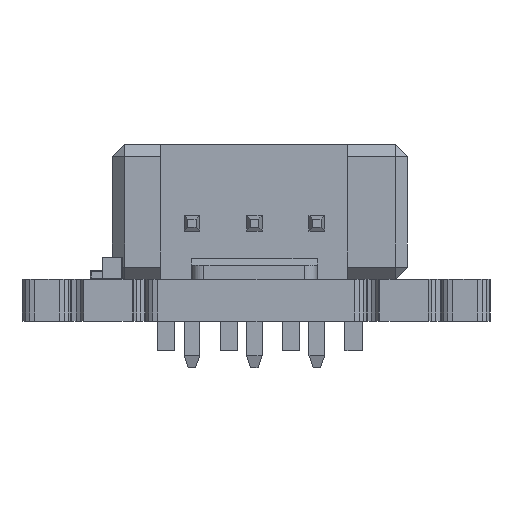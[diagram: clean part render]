
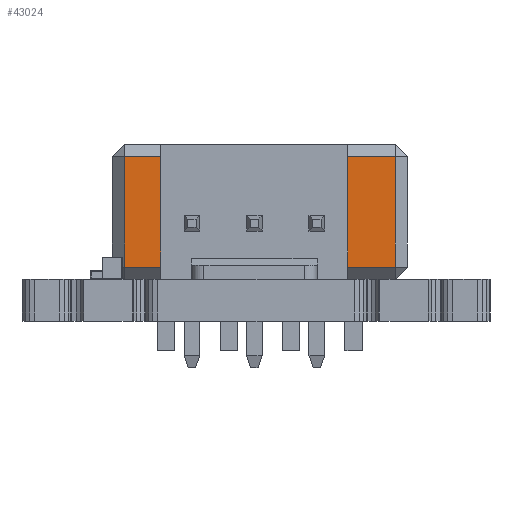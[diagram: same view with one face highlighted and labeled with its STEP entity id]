
A CAD part, left-side view. The second image highlights one B-rep face of the part: STEP entity #43024.
In plain terms, the highlighted face is planar.
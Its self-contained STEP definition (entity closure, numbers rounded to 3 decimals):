
#40650 = PLANE('',#40651);
#40651 = AXIS2_PLACEMENT_3D('',#40652,#40653,#40654);
#40652 = CARTESIAN_POINT('',(-3.,7.5,0.25));
#40653 = DIRECTION('',(0.,0.707,-0.707));
#40654 = DIRECTION('',(0.,0.707,0.707));
#41163 = VERTEX_POINT('',#41164);
#41164 = CARTESIAN_POINT('',(5.5,7.75,0.5));
#41187 = VERTEX_POINT('',#41188);
#41188 = CARTESIAN_POINT('',(-5.5,7.75,0.5));
#41209 = EDGE_CURVE('',#41187,#41163,#41210,.T.);
#41210 = SURFACE_CURVE('',#41211,(#41215,#41222),.PCURVE_S1.);
#41211 = LINE('',#41212,#41213);
#41212 = CARTESIAN_POINT('',(-3.,7.75,0.5));
#41213 = VECTOR('',#41214,1.);
#41214 = DIRECTION('',(1.,0.,0.));
#41215 = PCURVE('',#40650,#41216);
#41216 = DEFINITIONAL_REPRESENTATION('',(#41217),#41221);
#41217 = LINE('',#41218,#41219);
#41218 = CARTESIAN_POINT('',(0.354,0.));
#41219 = VECTOR('',#41220,1.);
#41220 = DIRECTION('',(0.,1.));
#41221 = ( GEOMETRIC_REPRESENTATION_CONTEXT(2) 
PARAMETRIC_REPRESENTATION_CONTEXT() REPRESENTATION_CONTEXT('2D SPACE',''
  ) );
#41222 = PCURVE('',#41223,#41228);
#41223 = PLANE('',#41224);
#41224 = AXIS2_PLACEMENT_3D('',#41225,#41226,#41227);
#41225 = CARTESIAN_POINT('',(-6.,7.75,0.));
#41226 = DIRECTION('',(0.,1.,0.));
#41227 = DIRECTION('',(0.,0.,1.));
#41228 = DEFINITIONAL_REPRESENTATION('',(#41229),#41233);
#41229 = LINE('',#41230,#41231);
#41230 = CARTESIAN_POINT('',(0.5,3.));
#41231 = VECTOR('',#41232,1.);
#41232 = DIRECTION('',(0.,1.));
#41233 = ( GEOMETRIC_REPRESENTATION_CONTEXT(2) 
PARAMETRIC_REPRESENTATION_CONTEXT() REPRESENTATION_CONTEXT('2D SPACE',''
  ) );
#42189 = PLANE('',#42190);
#42190 = AXIS2_PLACEMENT_3D('',#42191,#42192,#42193);
#42191 = CARTESIAN_POINT('',(5.75,7.5,0.));
#42192 = DIRECTION('',(0.707,0.707,0.));
#42193 = DIRECTION('',(-0.707,0.707,0.));
#42376 = PLANE('',#42377);
#42377 = AXIS2_PLACEMENT_3D('',#42378,#42379,#42380);
#42378 = CARTESIAN_POINT('',(-5.75,7.5,0.));
#42379 = DIRECTION('',(-0.707,0.707,0.));
#42380 = DIRECTION('',(-0.707,-0.707,0.));
#43024 = ADVANCED_FACE('',(#43025),#41223,.T.);
#43025 = FACE_BOUND('',#43026,.T.);
#43026 = EDGE_LOOP('',(#43027,#43028,#43051,#43079));
#43027 = ORIENTED_EDGE('',*,*,#41209,.F.);
#43028 = ORIENTED_EDGE('',*,*,#43029,.T.);
#43029 = EDGE_CURVE('',#41187,#43030,#43032,.T.);
#43030 = VERTEX_POINT('',#43031);
#43031 = CARTESIAN_POINT('',(-5.5,7.75,5.));
#43032 = SURFACE_CURVE('',#43033,(#43037,#43044),.PCURVE_S1.);
#43033 = LINE('',#43034,#43035);
#43034 = CARTESIAN_POINT('',(-5.5,7.75,0.));
#43035 = VECTOR('',#43036,1.);
#43036 = DIRECTION('',(0.,0.,1.));
#43037 = PCURVE('',#41223,#43038);
#43038 = DEFINITIONAL_REPRESENTATION('',(#43039),#43043);
#43039 = LINE('',#43040,#43041);
#43040 = CARTESIAN_POINT('',(0.,0.5));
#43041 = VECTOR('',#43042,1.);
#43042 = DIRECTION('',(1.,0.));
#43043 = ( GEOMETRIC_REPRESENTATION_CONTEXT(2) 
PARAMETRIC_REPRESENTATION_CONTEXT() REPRESENTATION_CONTEXT('2D SPACE',''
  ) );
#43044 = PCURVE('',#42376,#43045);
#43045 = DEFINITIONAL_REPRESENTATION('',(#43046),#43050);
#43046 = LINE('',#43047,#43048);
#43047 = CARTESIAN_POINT('',(-0.354,0.));
#43048 = VECTOR('',#43049,1.);
#43049 = DIRECTION('',(0.,1.));
#43050 = ( GEOMETRIC_REPRESENTATION_CONTEXT(2) 
PARAMETRIC_REPRESENTATION_CONTEXT() REPRESENTATION_CONTEXT('2D SPACE',''
  ) );
#43051 = ORIENTED_EDGE('',*,*,#43052,.T.);
#43052 = EDGE_CURVE('',#43030,#43053,#43055,.T.);
#43053 = VERTEX_POINT('',#43054);
#43054 = CARTESIAN_POINT('',(5.5,7.75,5.));
#43055 = SURFACE_CURVE('',#43056,(#43060,#43067),.PCURVE_S1.);
#43056 = LINE('',#43057,#43058);
#43057 = CARTESIAN_POINT('',(-6.,7.75,5.));
#43058 = VECTOR('',#43059,1.);
#43059 = DIRECTION('',(1.,0.,0.));
#43060 = PCURVE('',#41223,#43061);
#43061 = DEFINITIONAL_REPRESENTATION('',(#43062),#43066);
#43062 = LINE('',#43063,#43064);
#43063 = CARTESIAN_POINT('',(5.,0.));
#43064 = VECTOR('',#43065,1.);
#43065 = DIRECTION('',(0.,1.));
#43066 = ( GEOMETRIC_REPRESENTATION_CONTEXT(2) 
PARAMETRIC_REPRESENTATION_CONTEXT() REPRESENTATION_CONTEXT('2D SPACE',''
  ) );
#43067 = PCURVE('',#43068,#43073);
#43068 = PLANE('',#43069);
#43069 = AXIS2_PLACEMENT_3D('',#43070,#43071,#43072);
#43070 = CARTESIAN_POINT('',(-3.,7.5,5.25));
#43071 = DIRECTION('',(0.,0.707,0.707));
#43072 = DIRECTION('',(0.,-0.707,0.707));
#43073 = DEFINITIONAL_REPRESENTATION('',(#43074),#43078);
#43074 = LINE('',#43075,#43076);
#43075 = CARTESIAN_POINT('',(-0.354,-3.));
#43076 = VECTOR('',#43077,1.);
#43077 = DIRECTION('',(0.,1.));
#43078 = ( GEOMETRIC_REPRESENTATION_CONTEXT(2) 
PARAMETRIC_REPRESENTATION_CONTEXT() REPRESENTATION_CONTEXT('2D SPACE',''
  ) );
#43079 = ORIENTED_EDGE('',*,*,#43080,.T.);
#43080 = EDGE_CURVE('',#43053,#41163,#43081,.T.);
#43081 = SURFACE_CURVE('',#43082,(#43086,#43093),.PCURVE_S1.);
#43082 = LINE('',#43083,#43084);
#43083 = CARTESIAN_POINT('',(5.5,7.75,0.));
#43084 = VECTOR('',#43085,1.);
#43085 = DIRECTION('',(0.,0.,-1.));
#43086 = PCURVE('',#41223,#43087);
#43087 = DEFINITIONAL_REPRESENTATION('',(#43088),#43092);
#43088 = LINE('',#43089,#43090);
#43089 = CARTESIAN_POINT('',(0.,11.5));
#43090 = VECTOR('',#43091,1.);
#43091 = DIRECTION('',(-1.,0.));
#43092 = ( GEOMETRIC_REPRESENTATION_CONTEXT(2) 
PARAMETRIC_REPRESENTATION_CONTEXT() REPRESENTATION_CONTEXT('2D SPACE',''
  ) );
#43093 = PCURVE('',#42189,#43094);
#43094 = DEFINITIONAL_REPRESENTATION('',(#43095),#43099);
#43095 = LINE('',#43096,#43097);
#43096 = CARTESIAN_POINT('',(0.354,0.));
#43097 = VECTOR('',#43098,1.);
#43098 = DIRECTION('',(0.,-1.));
#43099 = ( GEOMETRIC_REPRESENTATION_CONTEXT(2) 
PARAMETRIC_REPRESENTATION_CONTEXT() REPRESENTATION_CONTEXT('2D SPACE',''
  ) );
